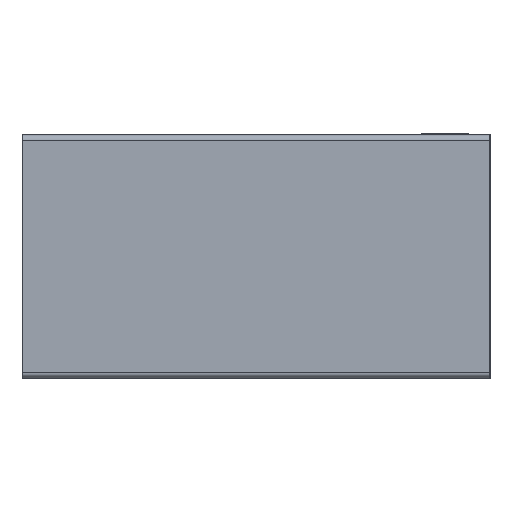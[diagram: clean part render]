
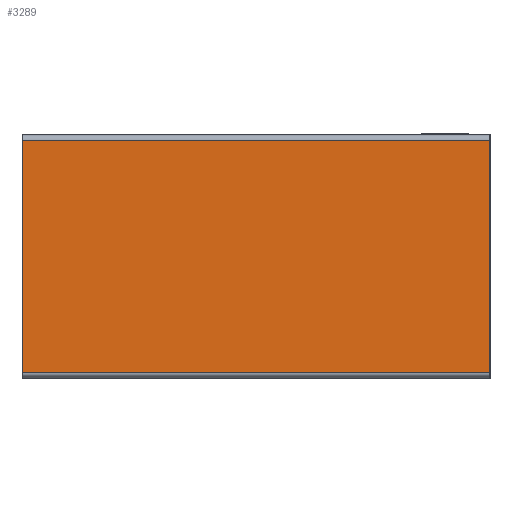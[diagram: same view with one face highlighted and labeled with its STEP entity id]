
A CAD part, left-side view. The second image highlights one B-rep face of the part: STEP entity #3289.
In plain terms, the highlighted planar face has unit normal (-1, 0, 0).
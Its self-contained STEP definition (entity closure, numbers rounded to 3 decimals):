
#259=FACE_OUTER_BOUND('',#449,.T.);
#449=EDGE_LOOP('',(#2295,#2296,#2297,#2298));
#691=LINE('',#4781,#1035);
#699=LINE('',#4805,#1043);
#717=LINE('',#4847,#1061);
#718=LINE('',#4850,#1062);
#1035=VECTOR('',#3920,10.);
#1043=VECTOR('',#3938,10.);
#1061=VECTOR('',#3982,10.);
#1062=VECTOR('',#3987,10.);
#1375=VERTEX_POINT('',#4779);
#1376=VERTEX_POINT('',#4780);
#1387=VERTEX_POINT('',#4804);
#1398=VERTEX_POINT('',#4846);
#1711=EDGE_CURVE('',#1375,#1376,#691,.T.);
#1723=EDGE_CURVE('',#1387,#1376,#699,.T.);
#1744=EDGE_CURVE('',#1375,#1398,#717,.T.);
#1746=EDGE_CURVE('',#1387,#1398,#718,.T.);
#2295=ORIENTED_EDGE('',*,*,#1744,.F.);
#2296=ORIENTED_EDGE('',*,*,#1711,.T.);
#2297=ORIENTED_EDGE('',*,*,#1723,.F.);
#2298=ORIENTED_EDGE('',*,*,#1746,.T.);
#3169=PLANE('',#3628);
#3289=ADVANCED_FACE('',(#259),#3169,.F.);
#3628=AXIS2_PLACEMENT_3D('',#4849,#3985,#3986);
#3920=DIRECTION('',(0.,0.,1.));
#3938=DIRECTION('',(0.,-1.,0.));
#3982=DIRECTION('',(0.,1.,0.));
#3985=DIRECTION('center_axis',(1.,0.,0.));
#3986=DIRECTION('ref_axis',(0.,0.,-1.));
#3987=DIRECTION('',(0.,0.,-1.));
#4779=CARTESIAN_POINT('',(-1.,-0.625,0.015));
#4780=CARTESIAN_POINT('',(-1.,-0.625,0.635));
#4781=CARTESIAN_POINT('',(-1.,-0.625,0.635));
#4804=CARTESIAN_POINT('',(-1.,0.625,0.635));
#4805=CARTESIAN_POINT('',(-1.,0.,0.635));
#4846=CARTESIAN_POINT('',(-1.,0.625,0.015));
#4847=CARTESIAN_POINT('',(-1.,0.,0.015));
#4849=CARTESIAN_POINT('Origin',(-1.,0.,0.635));
#4850=CARTESIAN_POINT('',(-1.,0.625,0.635));
